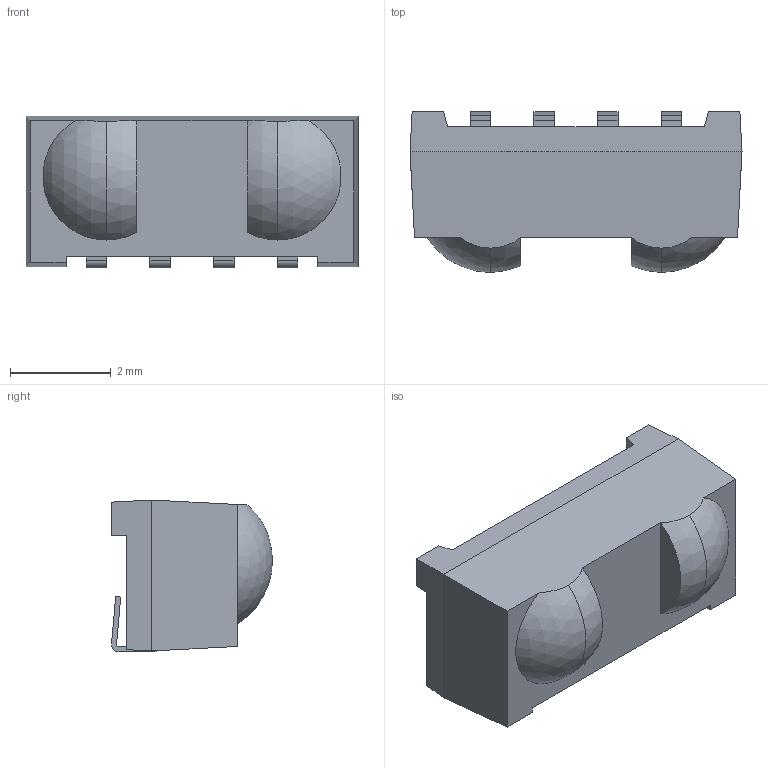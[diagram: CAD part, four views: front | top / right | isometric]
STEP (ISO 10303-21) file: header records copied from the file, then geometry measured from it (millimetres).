
FILE_DESCRIPTION (( 'STEP AP214' ), '1' );
FILE_NAME ('OPTO-SMD_IRM-V838M3-C-TR1.STEP', '2023-12-02T10:50:29', ( '' ), ( '' ), 'SwSTEP 2.0', 'SolidWorks 2020', '' );
FILE_SCHEMA (( 'AUTOMOTIVE_DESIGN' ));
Length unit declared in the file: millimetre
Products named in the file (1): OPTO-SMD_IRM-V838M3-C-TR1
Bounding box: 6.6 x 3.2 x 3.02 mm (x, y, z)
Volume: 44.1 mm3; surface area: 92.2 mm2
Topology: 1 solids, 1 shells, 305 faces, 838 edges, 558 vertices
Faces by surface type: plane 187, bspline 98, cylinder 16, sphere 4
Entity records: 13523 total; most frequent: CARTESIAN_POINT 3008, ORIENTED_EDGE 1676, DIRECTION 1100, EDGE_CURVE 838, LINE 592, VECTOR 592, VERTEX_POINT 558, EDGE_LOOP 328
